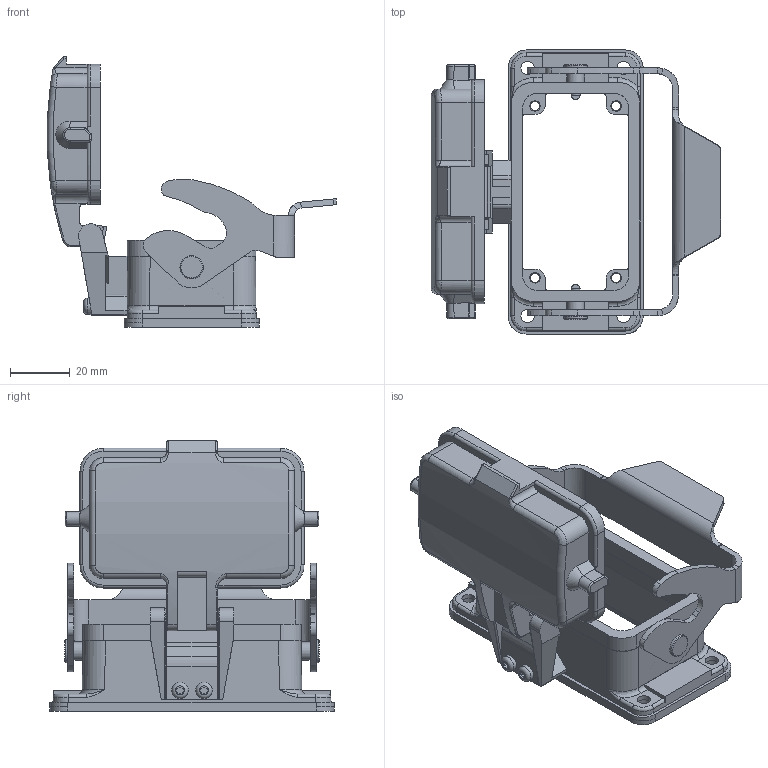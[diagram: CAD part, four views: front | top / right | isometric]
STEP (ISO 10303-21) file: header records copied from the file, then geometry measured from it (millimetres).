
FILE_DESCRIPTION(/* description */ (''),/* implementation_level */ '2;1');
FILE_NAME(/* name */ 'H10B-BK-1L-CV.stp',/* time_stamp */ '2022-07-01T16:13:52+08:00',/* author */ (''),/* organization */ (''),/* preprocessor_version */ 'ST-DEVELOPER v16',/* originating_system */ 'SIEMENS PLM Software NX 10.0',/* authorisation */ '');
FILE_SCHEMA (('AP203_CONFIGURATION_CONTROLLED_3D_DESIGN_OF_MECHANICAL_PARTS_AND_ASSEMBLIES_MIM_LF { 1 0 10303 403 2 1 2}'));
Length unit declared in the file: millimetre
Products named in the file (1): Admi24180D94a3mj
Bounding box: 96.86 x 95.06 x 90.52 mm (x, y, z)
Volume: 58447.9 mm3; surface area: 46439.1 mm2
Topology: 1 solids, 1 shells, 699 faces, 1824 edges, 1151 vertices
Faces by surface type: plane 332, cylinder 276, bspline 46, torus 17, extrusion 14, cone 8, sphere 4, revolution 2
Full cylindrical faces by diameter (mm): 3 x42, 3.015 x4, 3.2 x2, 3.518 x4, 4.422 x4, 4.5 x4, 5.5 x2, 6 x4, 6.231 x4, 7.8 x2
Entity records: 35251 total; most frequent: CARTESIAN_POINT 19250, ORIENTED_EDGE 3302, DIRECTION 3273, EDGE_CURVE 1651, AXIS2_PLACEMENT_3D 1155, VERTEX_POINT 1067, VECTOR 961, LINE 947
